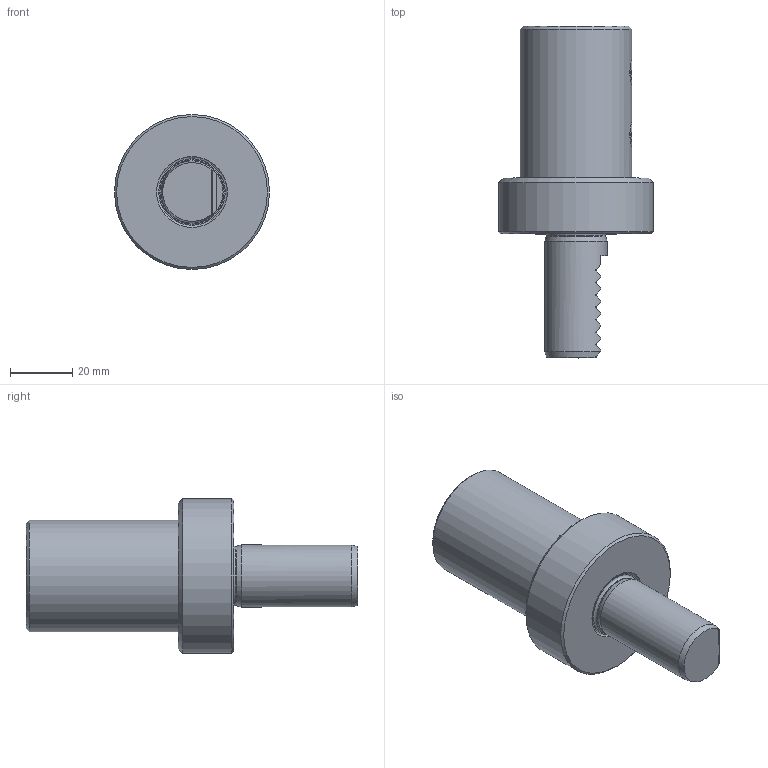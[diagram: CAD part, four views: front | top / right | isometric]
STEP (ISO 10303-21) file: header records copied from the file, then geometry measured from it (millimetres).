
FILE_DESCRIPTION (( 'STEP AP214' ), '1' );
FILE_NAME ('E120X16.STEP', '2025-07-29T14:13:29', ( '' ), ( '' ), 'SwSTEP 2.0', 'SolidWorks 2023', '' );
FILE_SCHEMA (( 'AUTOMOTIVE_DESIGN' ));
Length unit declared in the file: millimetre
Products named in the file (1): E120X16
Bounding box: 50 x 107 x 50 mm (x, y, z)
Volume: 96576.2 mm3; surface area: 14721.5 mm2
Topology: 1 solids, 1 shells, 258 faces, 665 edges, 438 vertices
Faces by surface type: plane 175, cylinder 42, bspline 29, cone 9, torus 3
Full cylindrical faces by diameter (mm): 1.7 x1, 2.1 x1, 6.366 x1, 19.1 x1, 20 x1, 36 x1, 50 x1
Entity records: 11769 total; most frequent: CARTESIAN_POINT 3727, ORIENTED_EDGE 1298, DIRECTION 1068, EDGE_CURVE 649, VECTOR 454, LINE 454, VERTEX_POINT 436, AXIS2_PLACEMENT_3D 307
